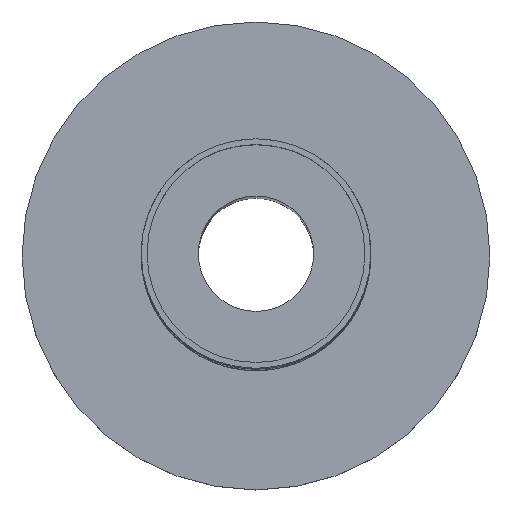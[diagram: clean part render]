
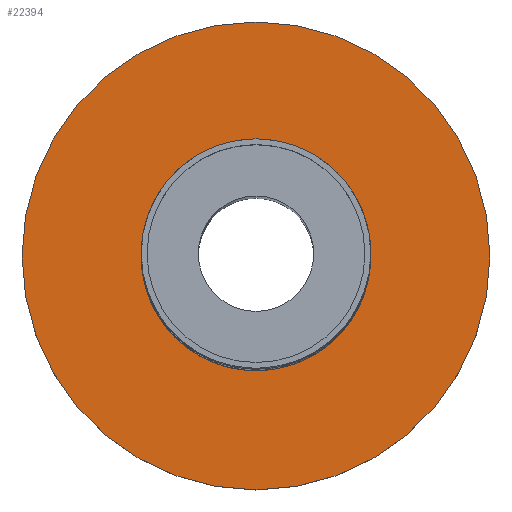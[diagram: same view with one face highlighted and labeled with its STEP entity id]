
A CAD part, top view. The second image highlights one B-rep face of the part: STEP entity #22394.
In plain terms, the highlighted planar face has unit normal (0, 0, 1).
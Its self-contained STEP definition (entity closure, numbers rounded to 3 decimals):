
#3968 = VERTEX_POINT('',#3969);
#3969 = CARTESIAN_POINT('',(8.503,0.,
    32.305));
#3975 = EDGE_CURVE('',#3968,#3968,#3976,.T.);
#3976 = CIRCLE('',#3977,8.503);
#3977 = AXIS2_PLACEMENT_3D('',#3978,#3979,#3980);
#3978 = CARTESIAN_POINT('',(0.,0.,32.305));
#3979 = DIRECTION('',(0.,0.,1.));
#3980 = DIRECTION('',(1.,0.,0.));
#22394 = ADVANCED_FACE('',(#22395,#22406),#22409,.T.);
#22395 = FACE_BOUND('',#22396,.T.);
#22396 = EDGE_LOOP('',(#22397));
#22397 = ORIENTED_EDGE('',*,*,#22398,.T.);
#22398 = EDGE_CURVE('',#22399,#22399,#22401,.T.);
#22399 = VERTEX_POINT('',#22400);
#22400 = CARTESIAN_POINT('',(17.335,0.,
    32.305));
#22401 = CIRCLE('',#22402,17.335);
#22402 = AXIS2_PLACEMENT_3D('',#22403,#22404,#22405);
#22403 = CARTESIAN_POINT('',(0.,0.,32.305));
#22404 = DIRECTION('',(0.,0.,1.));
#22405 = DIRECTION('',(1.,0.,0.));
#22406 = FACE_BOUND('',#22407,.T.);
#22407 = EDGE_LOOP('',(#22408));
#22408 = ORIENTED_EDGE('',*,*,#3975,.F.);
#22409 = PLANE('',#22410);
#22410 = AXIS2_PLACEMENT_3D('',#22411,#22412,#22413);
#22411 = CARTESIAN_POINT('',(0.,0.,32.305));
#22412 = DIRECTION('',(0.,0.,1.));
#22413 = DIRECTION('',(1.,0.,0.));
